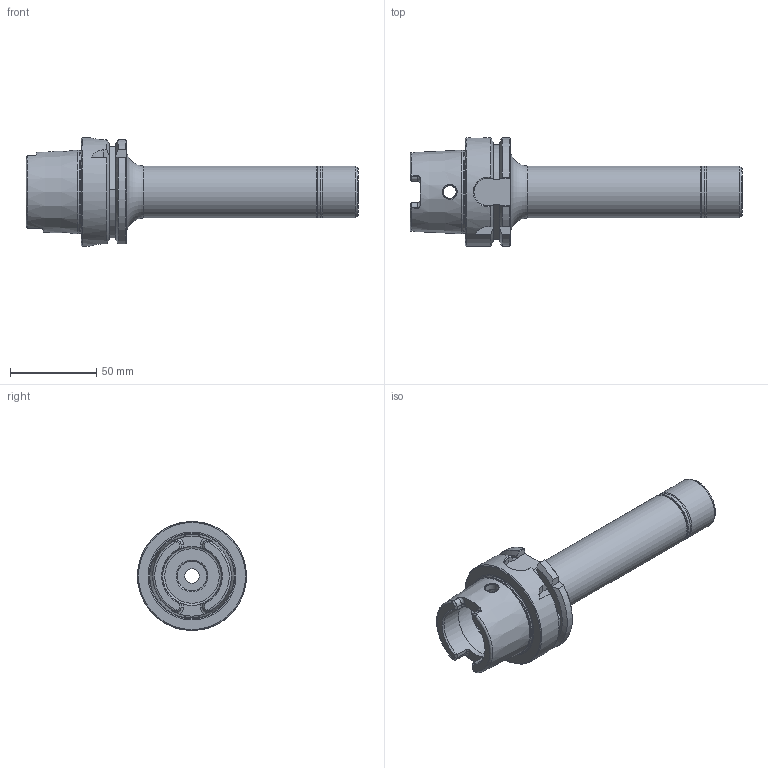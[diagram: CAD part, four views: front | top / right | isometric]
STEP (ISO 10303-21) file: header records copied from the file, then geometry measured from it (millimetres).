
FILE_DESCRIPTION(/* description */ (''),/* implementation_level */ '2;1');
FILE_NAME(/* name */ 'H63A-16EROS630.stp',/* time_stamp */ '2020-12-08T14:41:40-05:00',/* author */ ('jsmall'),/* organization */ (''),/* preprocessor_version */ 'ST-DEVELOPER v17',/* originating_system */ 'Autodesk Inventor 2018',/* authorisation */ '');
FILE_SCHEMA (('AUTOMOTIVE_DESIGN { 1 0 10303 214 3 1 1 }'));
Length unit declared in the file: inch
Products named in the file (3): H63A-16EROS630; H63A-16EROS630-1; EROS16N-1
Assembly tree (2 placements, depth 2):
  H63A-16EROS630
    H63A-16EROS630-1
    EROS16N-1
Bounding box: 192 x 63 x 63 mm (x, y, z)
Volume: 166834.3 mm3; surface area: 41894.8 mm2
Topology: 2 solids, 2 shells, 175 faces, 512 edges, 346 vertices
Faces by surface type: plane 55, cylinder 47, cone 36, torus 26, bspline 11
Full cylindrical faces by diameter (mm): 7.5 x2, 8.407 x1, 9.728 x1, 10 x1, 11.097 x1, 12.5 x1, 16.4 x1, 16.916 x1, 19.016 x1, 19.9 x1, 19.925 x1, 20.425 x1, 20.6 x1, 22 x1, 22.3 x1, 22.325 x1, 30 x3, 34 x2, 40 x1, 48.041 x1, 63 x1
Entity records: 7019 total; most frequent: CARTESIAN_POINT 2067, ORIENTED_EDGE 1026, DIRECTION 997, EDGE_CURVE 513, AXIS2_PLACEMENT_3D 422, VERTEX_POINT 347, CIRCLE 249, EDGE_LOOP 188
